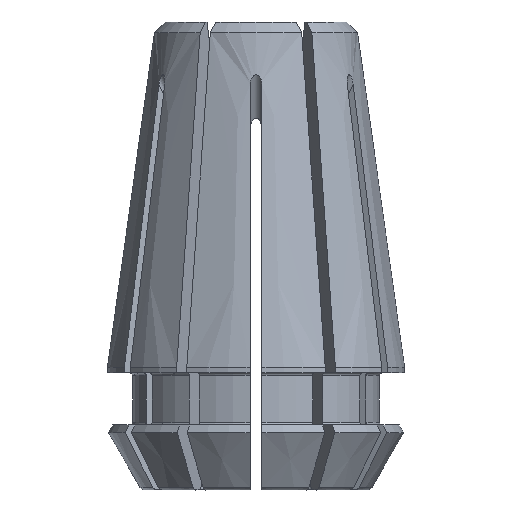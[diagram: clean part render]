
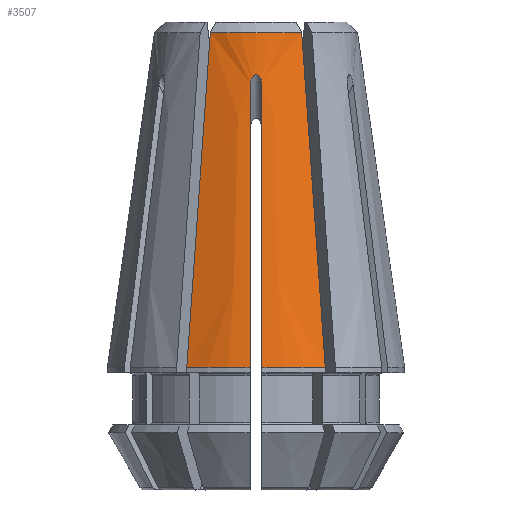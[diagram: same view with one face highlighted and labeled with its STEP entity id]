
A CAD part, front view. The second image highlights one B-rep face of the part: STEP entity #3507.
In plain terms, the highlighted conical face has half-angle 8 degrees and reference radius 5.75 mm.
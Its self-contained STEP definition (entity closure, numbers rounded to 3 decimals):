
#68=CONICAL_SURFACE('',#3758,5.75,0.14);
#154=B_SPLINE_CURVE_WITH_KNOTS('',3,(#5371,#5372,#5373,#5374),
 .UNSPECIFIED.,.F.,.F.,(4,4),(0.,0.013),
 .UNSPECIFIED.);
#155=B_SPLINE_CURVE_WITH_KNOTS('',3,(#5378,#5379,#5380,#5381),
 .UNSPECIFIED.,.F.,.F.,(4,4),(0.,0.013),
 .UNSPECIFIED.);
#156=B_SPLINE_CURVE_WITH_KNOTS('',3,(#5385,#5386,#5387,#5388),
 .UNSPECIFIED.,.F.,.F.,(4,4),(0.008,0.019),
 .UNSPECIFIED.);
#157=B_SPLINE_CURVE_WITH_KNOTS('',3,(#5390,#5391,#5392,#5393,#5394,#5395,
#5396),.UNSPECIFIED.,.F.,.F.,(4,1,1,1,4),(0.,0.,0.,
0.001,0.001),.UNSPECIFIED.);
#158=B_SPLINE_CURVE_WITH_KNOTS('',3,(#5398,#5399,#5400,#5401),
 .UNSPECIFIED.,.F.,.F.,(4,4),(0.008,0.019),
 .UNSPECIFIED.);
#424=CIRCLE('',#3759,5.72);
#425=CIRCLE('',#3760,3.91);
#426=CIRCLE('',#3761,5.72);
#713=ORIENTED_EDGE('',*,*,#1829,.F.);
#714=ORIENTED_EDGE('',*,*,#1830,.T.);
#715=ORIENTED_EDGE('',*,*,#1831,.F.);
#716=ORIENTED_EDGE('',*,*,#1832,.F.);
#717=ORIENTED_EDGE('',*,*,#1833,.F.);
#718=ORIENTED_EDGE('',*,*,#1834,.T.);
#719=ORIENTED_EDGE('',*,*,#1835,.T.);
#720=ORIENTED_EDGE('',*,*,#1836,.F.);
#1829=EDGE_CURVE('',#2369,#2370,#424,.T.);
#1830=EDGE_CURVE('',#2369,#2371,#154,.T.);
#1831=EDGE_CURVE('',#2372,#2371,#425,.T.);
#1832=EDGE_CURVE('',#2373,#2372,#155,.T.);
#1833=EDGE_CURVE('',#2374,#2373,#426,.T.);
#1834=EDGE_CURVE('',#2374,#2375,#156,.F.);
#1835=EDGE_CURVE('',#2375,#2376,#157,.T.);
#1836=EDGE_CURVE('',#2370,#2376,#158,.F.);
#2369=VERTEX_POINT('',#5369);
#2370=VERTEX_POINT('',#5370);
#2371=VERTEX_POINT('',#5375);
#2372=VERTEX_POINT('',#5377);
#2373=VERTEX_POINT('',#5382);
#2374=VERTEX_POINT('',#5384);
#2375=VERTEX_POINT('',#5389);
#2376=VERTEX_POINT('',#5397);
#3059=EDGE_LOOP('',(#713,#714,#715,#716,#717,#718,#719,#720));
#3253=FACE_BOUND('',#3059,.T.);
#3507=ADVANCED_FACE('',(#3253),#68,.T.);
#3758=AXIS2_PLACEMENT_3D('',#5367,#4244,#4245);
#3759=AXIS2_PLACEMENT_3D('',#5368,#4246,#4247);
#3760=AXIS2_PLACEMENT_3D('',#5376,#4248,#4249);
#3761=AXIS2_PLACEMENT_3D('',#5383,#4250,#4251);
#4244=DIRECTION('',(0.,0.,-1.));
#4245=DIRECTION('',(-1.,0.,0.));
#4246=DIRECTION('',(0.,0.,-1.));
#4247=DIRECTION('',(-1.,0.,0.));
#4248=DIRECTION('',(0.,0.,1.));
#4249=DIRECTION('',(1.,0.,0.));
#4250=DIRECTION('',(0.,0.,-1.));
#4251=DIRECTION('',(-1.,0.,0.));
#5367=CARTESIAN_POINT('',(0.,0.,0.));
#5368=CARTESIAN_POINT('',(0.,0.,0.214));
#5369=CARTESIAN_POINT('',(2.663,-5.062,0.214));
#5370=CARTESIAN_POINT('',(0.225,-5.715,0.214));
#5371=CARTESIAN_POINT('',(2.663,-5.062,0.214));
#5372=CARTESIAN_POINT('',(2.361,-4.539,4.506));
#5373=CARTESIAN_POINT('',(2.059,-4.017,8.798));
#5374=CARTESIAN_POINT('',(1.757,-3.493,13.09));
#5375=CARTESIAN_POINT('',(1.757,-3.493,13.09));
#5376=CARTESIAN_POINT('',(0.,0.,13.09));
#5377=CARTESIAN_POINT('',(-1.757,-3.493,13.09));
#5378=CARTESIAN_POINT('',(-2.663,-5.062,0.214));
#5379=CARTESIAN_POINT('',(-2.361,-4.539,4.506));
#5380=CARTESIAN_POINT('',(-2.059,-4.017,8.798));
#5381=CARTESIAN_POINT('',(-1.757,-3.493,13.09));
#5382=CARTESIAN_POINT('',(-2.663,-5.062,0.214));
#5383=CARTESIAN_POINT('',(0.,0.,0.214));
#5384=CARTESIAN_POINT('',(-0.225,-5.715,0.214));
#5385=CARTESIAN_POINT('',(-0.225,-4.184,11.101));
#5386=CARTESIAN_POINT('',(-0.225,-4.695,7.472));
#5387=CARTESIAN_POINT('',(-0.225,-5.205,3.843));
#5388=CARTESIAN_POINT('',(-0.225,-5.715,0.214));
#5389=CARTESIAN_POINT('',(-0.225,-4.184,11.101));
#5390=CARTESIAN_POINT('',(-0.225,-4.184,11.101));
#5391=CARTESIAN_POINT('',(-0.225,-4.173,11.179));
#5392=CARTESIAN_POINT('',(-0.206,-4.153,11.333));
#5393=CARTESIAN_POINT('',(0.,-4.13,11.54));
#5394=CARTESIAN_POINT('',(0.205,-4.153,11.333));
#5395=CARTESIAN_POINT('',(0.225,-4.173,11.179));
#5396=CARTESIAN_POINT('',(0.225,-4.184,11.101));
#5397=CARTESIAN_POINT('',(0.225,-4.184,11.101));
#5398=CARTESIAN_POINT('',(0.225,-4.184,11.101));
#5399=CARTESIAN_POINT('',(0.225,-4.695,7.472));
#5400=CARTESIAN_POINT('',(0.225,-5.205,3.843));
#5401=CARTESIAN_POINT('',(0.225,-5.715,0.214));
